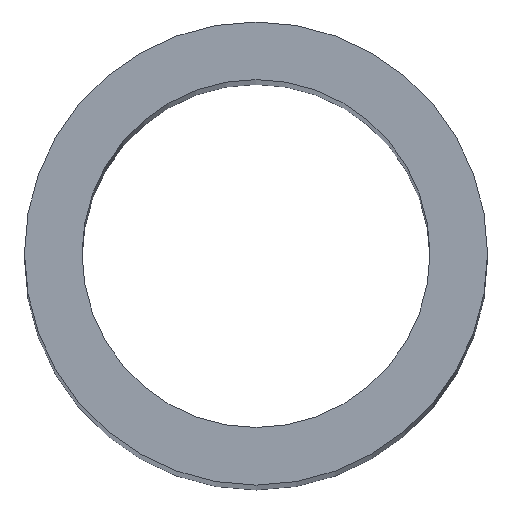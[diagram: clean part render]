
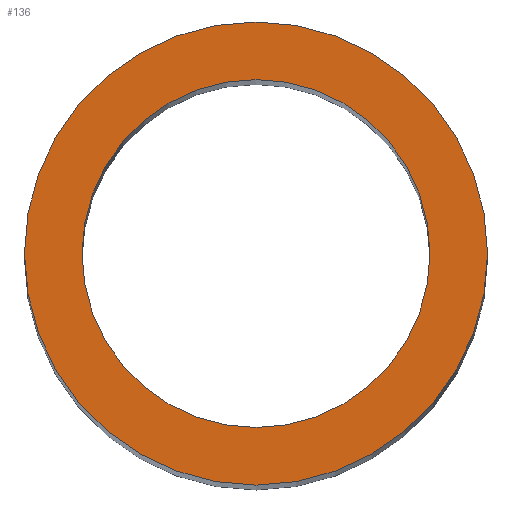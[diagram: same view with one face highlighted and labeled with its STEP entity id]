
A CAD part, top view. The second image highlights one B-rep face of the part: STEP entity #136.
In plain terms, the highlighted planar face has unit normal (0, 0, 1).
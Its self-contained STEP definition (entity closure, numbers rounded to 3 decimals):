
#6 = AXIS2_PLACEMENT_3D ( 'NONE', #170, #75, #245 ) ;
#18 = CIRCLE ( 'NONE', #151, 1.784 ) ;
#22 = PLANE ( 'NONE',  #89 ) ;
#30 = EDGE_LOOP ( 'NONE', ( #60, #92 ) ) ;
#31 = VERTEX_POINT ( 'NONE', #141 ) ;
#32 = ORIENTED_EDGE ( 'NONE', *, *, #192, .F. ) ;
#37 = CARTESIAN_POINT ( 'NONE',  ( 0., 0., 28.804 ) ) ;
#39 = CIRCLE ( 'NONE', #6, 2.375 ) ;
#46 = VERTEX_POINT ( 'NONE', #172 ) ;
#49 = DIRECTION ( 'NONE',  ( 1., 0., 0. ) ) ;
#51 = DIRECTION ( 'NONE',  ( 1., 0., 0. ) ) ;
#53 = CARTESIAN_POINT ( 'NONE',  ( -1.784, 0., 28.804 ) ) ;
#57 = DIRECTION ( 'NONE',  ( 0., 0., 1. ) ) ;
#60 = ORIENTED_EDGE ( 'NONE', *, *, #196, .T. ) ;
#75 = DIRECTION ( 'NONE',  ( 0., 0., 1. ) ) ;
#84 = CARTESIAN_POINT ( 'NONE',  ( -2.375, 0., 28.804 ) ) ;
#89 = AXIS2_PLACEMENT_3D ( 'NONE', #209, #105, #146 ) ;
#92 = ORIENTED_EDGE ( 'NONE', *, *, #199, .T. ) ;
#100 = CIRCLE ( 'NONE', #162, 2.375 ) ;
#105 = DIRECTION ( 'NONE',  ( 0., 0., -1. ) ) ;
#109 = AXIS2_PLACEMENT_3D ( 'NONE', #164, #237, #51 ) ;
#118 = CARTESIAN_POINT ( 'NONE',  ( 0., 0., 28.804 ) ) ;
#131 = VERTEX_POINT ( 'NONE', #84 ) ;
#136 = ADVANCED_FACE ( 'NONE', ( #241, #200 ), #22, .F. ) ;
#141 = CARTESIAN_POINT ( 'NONE',  ( 1.784, 0., 28.804 ) ) ;
#144 = DIRECTION ( 'NONE',  ( 1., 0., 0. ) ) ;
#146 = DIRECTION ( 'NONE',  ( -1., 0., 0. ) ) ;
#150 = ORIENTED_EDGE ( 'NONE', *, *, #169, .F. ) ;
#151 = AXIS2_PLACEMENT_3D ( 'NONE', #118, #57, #49 ) ;
#162 = AXIS2_PLACEMENT_3D ( 'NONE', #37, #201, #144 ) ;
#164 = CARTESIAN_POINT ( 'NONE',  ( 0., 0., 28.804 ) ) ;
#169 = EDGE_CURVE ( 'NONE', #236, #31, #249, .T. ) ;
#170 = CARTESIAN_POINT ( 'NONE',  ( 0., 0., 28.804 ) ) ;
#172 = CARTESIAN_POINT ( 'NONE',  ( 2.375, 0., 28.804 ) ) ;
#192 = EDGE_CURVE ( 'NONE', #31, #236, #18, .T. ) ;
#196 = EDGE_CURVE ( 'NONE', #46, #131, #100, .T. ) ;
#199 = EDGE_CURVE ( 'NONE', #131, #46, #39, .T. ) ;
#200 = FACE_OUTER_BOUND ( 'NONE', #30, .T. ) ;
#201 = DIRECTION ( 'NONE',  ( 0., 0., 1. ) ) ;
#209 = CARTESIAN_POINT ( 'NONE',  ( 2.403, -2.403, 28.804 ) ) ;
#231 = EDGE_LOOP ( 'NONE', ( #32, #150 ) ) ;
#236 = VERTEX_POINT ( 'NONE', #53 ) ;
#237 = DIRECTION ( 'NONE',  ( 0., 0., 1. ) ) ;
#241 = FACE_BOUND ( 'NONE', #231, .T. ) ;
#245 = DIRECTION ( 'NONE',  ( 1., 0., 0. ) ) ;
#249 = CIRCLE ( 'NONE', #109, 1.784 ) ;
